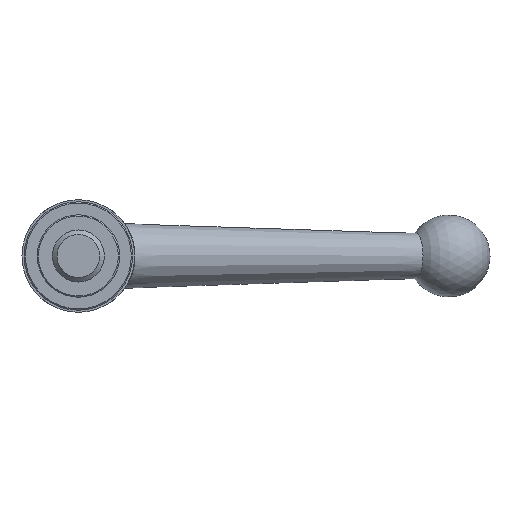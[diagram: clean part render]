
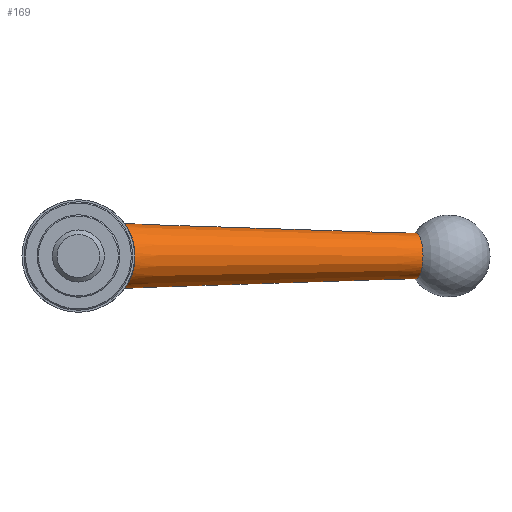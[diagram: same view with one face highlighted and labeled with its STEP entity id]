
A CAD part, front view. The second image highlights one B-rep face of the part: STEP entity #169.
In plain terms, the highlighted conical face has half-angle 1.823 degrees and reference radius 7.85 mm.
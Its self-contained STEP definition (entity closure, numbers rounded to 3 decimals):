
#169 = ADVANCED_FACE( '', ( #353, #354 ), #355, .T. );
#353 = FACE_BOUND( '', #575, .T. );
#354 = FACE_OUTER_BOUND( '', #576, .T. );
#355 = CONICAL_SURFACE( '', #577, 7.85, 0.032 );
#575 = EDGE_LOOP( '', ( #944 ) );
#576 = EDGE_LOOP( '', ( #945, #946 ) );
#577 = AXIS2_PLACEMENT_3D( '', #947, #948, #949 );
#944 = ORIENTED_EDGE( '', *, *, #1245, .F. );
#945 = ORIENTED_EDGE( '', *, *, #1131, .F. );
#946 = ORIENTED_EDGE( '', *, *, #1135, .T. );
#947 = CARTESIAN_POINT( '', ( 0., 30.4, 0. ) );
#948 = DIRECTION( '', ( -0.954, -0.301, 0. ) );
#949 = DIRECTION( '', ( 0.301, -0.954, 0. ) );
#1131 = EDGE_CURVE( '', #1349, #1351, #1352, .T. );
#1135 = EDGE_CURVE( '', #1349, #1351, #1357, .T. );
#1245 = EDGE_CURVE( '', #1516, #1516, #1517, .T. );
#1349 = VERTEX_POINT( '', #1733 );
#1351 = VERTEX_POINT( '', #1735 );
#1352 = B_SPLINE_CURVE_WITH_KNOTS( '', 3, ( #1736, #1737, #1738, #1739, #1740, #1741, #1742, #1743, #1744, #1745, #1746, #1747, #1748, #1749, #1750, #1751, #1752, #1753, #1754, #1755, #1756, #1757, #1758, #1759, #1760, #1761, #1762, #1763, #1764, #1765, #1766, #1767, #1768, #1769, #1770, #1771, #1772, #1773, #1774, #1775, #1776, #1777, #1778, #1779, #1780, #1781, #1782, #1783, #1784, #1785, #1786, #1787, #1788, #1789, #1790, #1791, #1792, #1793, #1794, #1795, #1796, #1797 ), .UNSPECIFIED., .F., .F., ( 4, 2, 2, 2, 2, 2, 2, 2, 2, 2, 2, 2, 2, 2, 2, 2, 2, 2, 2, 2, 2, 2, 2, 2, 2, 2, 2, 2, 2, 2, 4 ), ( 0., 0.002, 0.003, 0.005, 0.005, 0.006, 0.007, 0.008, 0.009, 0.01, 0.011, 0.013, 0.014, 0.015, 0.016, 0.017, 0.018, 0.019, 0.021, 0.022, 0.023, 0.025, 0.027, 0.029, 0.03, 0.031, 0.032, 0.033, 0.034, 0.035, 0.037 ), .UNSPECIFIED. );
#1357 = B_SPLINE_CURVE_WITH_KNOTS( '', 3, ( #1802, #1803, #1804, #1805, #1806, #1807, #1808, #1809, #1810, #1811, #1812, #1813, #1814, #1815, #1816, #1817, #1818, #1819, #1820, #1821, #1822, #1823 ), .UNSPECIFIED., .F., .F., ( 4, 2, 2, 2, 2, 2, 2, 2, 2, 2, 4 ), ( 0., 0.001, 0.002, 0.003, 0.004, 0.005, 0.005, 0.007, 0.008, 0.009, 0.011 ), .UNSPECIFIED. );
#1516 = VERTEX_POINT( '', #2024 );
#1517 = CIRCLE( '', #2025, 5.251 );
#1733 = CARTESIAN_POINT( '', ( 9.844, 39.4, -4.91 ) );
#1735 = CARTESIAN_POINT( '', ( 9.844, 39.4, 4.91 ) );
#1736 = CARTESIAN_POINT( '', ( 9.844, 39.4, -4.91 ) );
#1737 = CARTESIAN_POINT( '', ( 9.789, 38.875, -5.474 ) );
#1738 = CARTESIAN_POINT( '', ( 9.748, 38.283, -5.953 ) );
#1739 = CARTESIAN_POINT( '', ( 9.735, 37.298, -6.548 ) );
#1740 = CARTESIAN_POINT( '', ( 9.739, 36.953, -6.726 ) );
#1741 = CARTESIAN_POINT( '', ( 9.768, 36.252, -7.026 ) );
#1742 = CARTESIAN_POINT( '', ( 9.794, 35.893, -7.15 ) );
#1743 = CARTESIAN_POINT( '', ( 9.85, 35.344, -7.299 ) );
#1744 = CARTESIAN_POINT( '', ( 9.872, 35.158, -7.341 ) );
#1745 = CARTESIAN_POINT( '', ( 9.923, 34.784, -7.413 ) );
#1746 = CARTESIAN_POINT( '', ( 9.952, 34.594, -7.442 ) );
#1747 = CARTESIAN_POINT( '', ( 10.046, 34.03, -7.507 ) );
#1748 = CARTESIAN_POINT( '', ( 10.122, 33.657, -7.521 ) );
#1749 = CARTESIAN_POINT( '', ( 10.296, 32.916, -7.491 ) );
#1750 = CARTESIAN_POINT( '', ( 10.396, 32.546, -7.446 ) );
#1751 = CARTESIAN_POINT( '', ( 10.614, 31.821, -7.297 ) );
#1752 = CARTESIAN_POINT( '', ( 10.731, 31.472, -7.194 ) );
#1753 = CARTESIAN_POINT( '', ( 10.976, 30.798, -6.932 ) );
#1754 = CARTESIAN_POINT( '', ( 11.105, 30.472, -6.774 ) );
#1755 = CARTESIAN_POINT( '', ( 11.367, 29.848, -6.402 ) );
#1756 = CARTESIAN_POINT( '', ( 11.498, 29.555, -6.193 ) );
#1757 = CARTESIAN_POINT( '', ( 11.756, 29.006, -5.73 ) );
#1758 = CARTESIAN_POINT( '', ( 11.883, 28.749, -5.475 ) );
#1759 = CARTESIAN_POINT( '', ( 12.128, 28.271, -4.919 ) );
#1760 = CARTESIAN_POINT( '', ( 12.243, 28.055, -4.625 ) );
#1761 = CARTESIAN_POINT( '', ( 12.455, 27.667, -4.003 ) );
#1762 = CARTESIAN_POINT( '', ( 12.552, 27.495, -3.676 ) );
#1763 = CARTESIAN_POINT( '', ( 12.724, 27.194, -2.988 ) );
#1764 = CARTESIAN_POINT( '', ( 12.798, 27.067, -2.631 ) );
#1765 = CARTESIAN_POINT( '', ( 12.917, 26.865, -1.905 ) );
#1766 = CARTESIAN_POINT( '', ( 12.963, 26.789, -1.534 ) );
#1767 = CARTESIAN_POINT( '', ( 13.025, 26.685, -0.777 ) );
#1768 = CARTESIAN_POINT( '', ( 13.041, 26.659, -0.389 ) );
#1769 = CARTESIAN_POINT( '', ( 13.042, 26.658, 0.375 ) );
#1770 = CARTESIAN_POINT( '', ( 13.026, 26.683, 0.755 ) );
#1771 = CARTESIAN_POINT( '', ( 12.966, 26.784, 1.511 ) );
#1772 = CARTESIAN_POINT( '', ( 12.919, 26.861, 1.889 ) );
#1773 = CARTESIAN_POINT( '', ( 12.8, 27.064, 2.62 ) );
#1774 = CARTESIAN_POINT( '', ( 12.727, 27.188, 2.973 ) );
#1775 = CARTESIAN_POINT( '', ( 12.557, 27.485, 3.656 ) );
#1776 = CARTESIAN_POINT( '', ( 12.459, 27.659, 3.988 ) );
#1777 = CARTESIAN_POINT( '', ( 12.14, 28.244, 4.93 ) );
#1778 = CARTESIAN_POINT( '', ( 11.894, 28.714, 5.481 ) );
#1779 = CARTESIAN_POINT( '', ( 11.372, 29.823, 6.421 ) );
#1780 = CARTESIAN_POINT( '', ( 11.109, 30.436, 6.789 ) );
#1781 = CARTESIAN_POINT( '', ( 10.737, 31.454, 7.188 ) );
#1782 = CARTESIAN_POINT( '', ( 10.619, 31.807, 7.293 ) );
#1783 = CARTESIAN_POINT( '', ( 10.402, 32.523, 7.442 ) );
#1784 = CARTESIAN_POINT( '', ( 10.303, 32.888, 7.488 ) );
#1785 = CARTESIAN_POINT( '', ( 10.127, 33.634, 7.521 ) );
#1786 = CARTESIAN_POINT( '', ( 10.049, 34.015, 7.508 ) );
#1787 = CARTESIAN_POINT( '', ( 9.922, 34.765, 7.424 ) );
#1788 = CARTESIAN_POINT( '', ( 9.872, 35.137, 7.353 ) );
#1789 = CARTESIAN_POINT( '', ( 9.795, 35.875, 7.157 ) );
#1790 = CARTESIAN_POINT( '', ( 9.769, 36.241, 7.03 ) );
#1791 = CARTESIAN_POINT( '', ( 9.739, 36.945, 6.73 ) );
#1792 = CARTESIAN_POINT( '', ( 9.735, 37.285, 6.555 ) );
#1793 = CARTESIAN_POINT( '', ( 9.743, 37.942, 6.16 ) );
#1794 = CARTESIAN_POINT( '', ( 9.756, 38.26, 5.937 ) );
#1795 = CARTESIAN_POINT( '', ( 9.792, 38.857, 5.454 ) );
#1796 = CARTESIAN_POINT( '', ( 9.816, 39.138, 5.192 ) );
#1797 = CARTESIAN_POINT( '', ( 9.844, 39.4, 4.91 ) );
#1802 = CARTESIAN_POINT( '', ( 9.844, 39.4, -4.91 ) );
#1803 = CARTESIAN_POINT( '', ( 9.837, 39.704, -4.571 ) );
#1804 = CARTESIAN_POINT( '', ( 9.851, 39.977, -4.213 ) );
#1805 = CARTESIAN_POINT( '', ( 9.885, 40.339, -3.646 ) );
#1806 = CARTESIAN_POINT( '', ( 9.899, 40.452, -3.452 ) );
#1807 = CARTESIAN_POINT( '', ( 9.927, 40.66, -3.053 ) );
#1808 = CARTESIAN_POINT( '', ( 9.943, 40.757, -2.847 ) );
#1809 = CARTESIAN_POINT( '', ( 9.988, 41.016, -2.219 ) );
#1810 = CARTESIAN_POINT( '', ( 10.016, 41.147, -1.791 ) );
#1811 = CARTESIAN_POINT( '', ( 10.045, 41.282, -1.133 ) );
#1812 = CARTESIAN_POINT( '', ( 10.053, 41.316, -0.911 ) );
#1813 = CARTESIAN_POINT( '', ( 10.064, 41.362, -0.462 ) );
#1814 = CARTESIAN_POINT( '', ( 10.066, 41.374, -0.234 ) );
#1815 = CARTESIAN_POINT( '', ( 10.067, 41.375, 0.446 ) );
#1816 = CARTESIAN_POINT( '', ( 10.056, 41.33, 0.893 ) );
#1817 = CARTESIAN_POINT( '', ( 10.017, 41.152, 1.774 ) );
#1818 = CARTESIAN_POINT( '', ( 9.988, 41.018, 2.212 ) );
#1819 = CARTESIAN_POINT( '', ( 9.929, 40.675, 3.045 ) );
#1820 = CARTESIAN_POINT( '', ( 9.897, 40.467, 3.444 ) );
#1821 = CARTESIAN_POINT( '', ( 9.851, 39.981, 4.208 ) );
#1822 = CARTESIAN_POINT( '', ( 9.837, 39.704, 4.571 ) );
#1823 = CARTESIAN_POINT( '', ( 9.844, 39.4, 4.91 ) );
#2024 = CARTESIAN_POINT( '', ( 76.323, 59.97, 0. ) );
#2025 = AXIS2_PLACEMENT_3D( '', #2267, #2268, #2269 );
#2267 = CARTESIAN_POINT( '', ( 77.902, 54.962, 0. ) );
#2268 = DIRECTION( '', ( 0.954, 0.301, 0. ) );
#2269 = DIRECTION( '', ( -0.301, 0.954, 0. ) );
